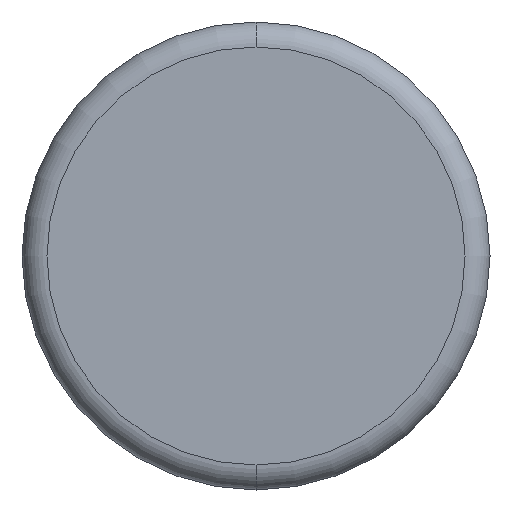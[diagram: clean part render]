
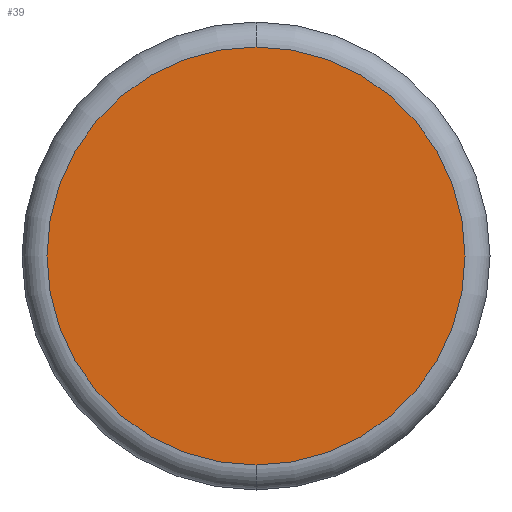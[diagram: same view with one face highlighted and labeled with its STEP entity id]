
A CAD part, front view. The second image highlights one B-rep face of the part: STEP entity #39.
In plain terms, the highlighted planar face has unit normal (0, -1, 0).
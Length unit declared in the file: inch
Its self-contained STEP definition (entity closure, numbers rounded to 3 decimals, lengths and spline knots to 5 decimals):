
#7 = CARTESIAN_POINT ( 'NONE',  ( 0., 0., 0. ) ) ;
#14 = EDGE_CURVE ( 'NONE', #124, #87, #213, .T. ) ;
#25 = DIRECTION ( 'NONE',  ( 0., 0., -1. ) ) ;
#39 = ADVANCED_FACE ( 'NONE', ( #206 ), #56, .T. ) ;
#56 = PLANE ( 'NONE',  #228 ) ;
#87 = VERTEX_POINT ( 'NONE', #321 ) ;
#124 = VERTEX_POINT ( 'NONE', #189 ) ;
#156 = CIRCLE ( 'NONE', #346, 0.1675 ) ;
#159 = CARTESIAN_POINT ( 'NONE',  ( 0., 0., 0. ) ) ;
#170 = ORIENTED_EDGE ( 'NONE', *, *, #14, .T. ) ;
#179 = EDGE_LOOP ( 'NONE', ( #170, #241 ) ) ;
#189 = CARTESIAN_POINT ( 'NONE',  ( 0., 0., -0.1675 ) ) ;
#199 = DIRECTION ( 'NONE',  ( 0., -1., 0. ) ) ;
#206 = FACE_OUTER_BOUND ( 'NONE', #179, .T. ) ;
#213 = CIRCLE ( 'NONE', #268, 0.1675 ) ;
#228 = AXIS2_PLACEMENT_3D ( 'NONE', #159, #278, #373 ) ;
#241 = ORIENTED_EDGE ( 'NONE', *, *, #337, .T. ) ;
#255 = CARTESIAN_POINT ( 'NONE',  ( 0., 0., 0. ) ) ;
#268 = AXIS2_PLACEMENT_3D ( 'NONE', #7, #199, #25 ) ;
#271 = DIRECTION ( 'NONE',  ( 0., 0., -1. ) ) ;
#278 = DIRECTION ( 'NONE',  ( 0., -1., 0. ) ) ;
#291 = DIRECTION ( 'NONE',  ( 0., -1., 0. ) ) ;
#321 = CARTESIAN_POINT ( 'NONE',  ( 0., 0., 0.1675 ) ) ;
#337 = EDGE_CURVE ( 'NONE', #87, #124, #156, .T. ) ;
#346 = AXIS2_PLACEMENT_3D ( 'NONE', #255, #291, #271 ) ;
#373 = DIRECTION ( 'NONE',  ( 0., 0., -1. ) ) ;
